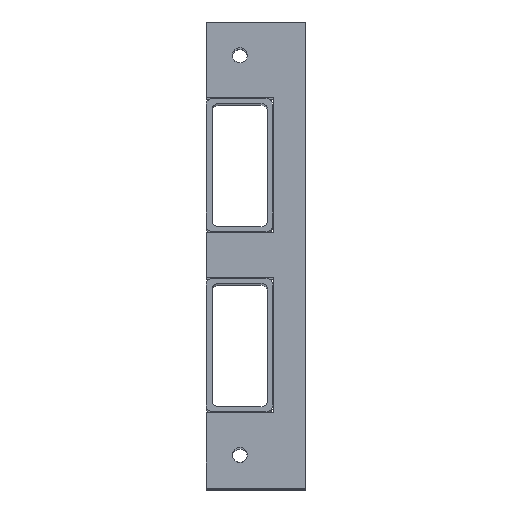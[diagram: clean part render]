
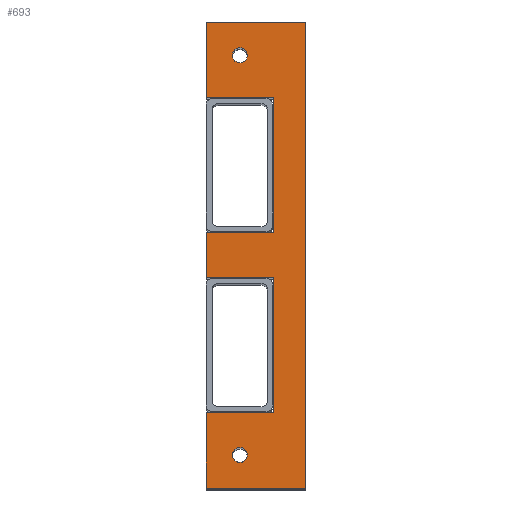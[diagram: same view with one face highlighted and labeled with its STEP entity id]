
A CAD part, top view. The second image highlights one B-rep face of the part: STEP entity #693.
In plain terms, the highlighted planar face has unit normal (0, 0, 1).
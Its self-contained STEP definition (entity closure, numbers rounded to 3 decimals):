
#12 = PLANE ( 'NONE',  #800 ) ;
#24 = CARTESIAN_POINT ( 'NONE',  ( 12.375, 10., 0. ) ) ;
#25 = CARTESIAN_POINT ( 'NONE',  ( 0., 117.25, 0. ) ) ;
#50 = LINE ( 'NONE', #539, #292 ) ;
#51 = VECTOR ( 'NONE', #963, 1000. ) ;
#69 = DIRECTION ( 'NONE',  ( 1., 0., 0. ) ) ;
#96 = EDGE_CURVE ( 'NONE', #401, #375, #340, .T. ) ;
#133 = CIRCLE ( 'NONE', #1066, 2.25 ) ;
#159 = CARTESIAN_POINT ( 'NONE',  ( 0., 0., 0. ) ) ;
#170 = EDGE_CURVE ( 'NONE', #375, #401, #487, .T. ) ;
#180 = CARTESIAN_POINT ( 'NONE',  ( 0., 63.25, 0. ) ) ;
#193 = VERTEX_POINT ( 'NONE', #349 ) ;
#195 = EDGE_CURVE ( 'NONE', #1125, #1224, #749, .T. ) ;
#209 = EDGE_CURVE ( 'NONE', #913, #617, #133, .T. ) ;
#211 = DIRECTION ( 'NONE',  ( 0., -1., 0. ) ) ;
#235 = AXIS2_PLACEMENT_3D ( 'NONE', #1218, #325, #727 ) ;
#240 = EDGE_LOOP ( 'NONE', ( #897, #376 ) ) ;
#244 = ORIENTED_EDGE ( 'NONE', *, *, #1099, .T. ) ;
#248 = EDGE_LOOP ( 'NONE', ( #840, #244, #410, #470, #847, #290, #686, #1261, #1143, #997, #783, #481 ) ) ;
#249 = EDGE_CURVE ( 'NONE', #597, #1075, #966, .T. ) ;
#258 = AXIS2_PLACEMENT_3D ( 'NONE', #1280, #763, #69 ) ;
#264 = EDGE_CURVE ( 'NONE', #310, #1125, #360, .T. ) ;
#273 = VECTOR ( 'NONE', #286, 1000. ) ;
#286 = DIRECTION ( 'NONE',  ( 0., 1., 0. ) ) ;
#289 = EDGE_LOOP ( 'NONE', ( #500, #1135 ) ) ;
#290 = ORIENTED_EDGE ( 'NONE', *, *, #467, .T. ) ;
#292 = VECTOR ( 'NONE', #451, 1000. ) ;
#293 = DIRECTION ( 'NONE',  ( 1., 0., 0. ) ) ;
#310 = VERTEX_POINT ( 'NONE', #864 ) ;
#325 = DIRECTION ( 'NONE',  ( 0., 0., 1. ) ) ;
#337 = DIRECTION ( 'NONE',  ( 0., 0., 1. ) ) ;
#340 = CIRCLE ( 'NONE', #235, 2.25 ) ;
#344 = CARTESIAN_POINT ( 'NONE',  ( 10.125, 130., 0. ) ) ;
#349 = CARTESIAN_POINT ( 'NONE',  ( 0., 63.25, 0. ) ) ;
#350 = EDGE_CURVE ( 'NONE', #1091, #193, #872, .T. ) ;
#360 = LINE ( 'NONE', #390, #273 ) ;
#373 = CARTESIAN_POINT ( 'NONE',  ( 0., 63.25, 0. ) ) ;
#374 = LINE ( 'NONE', #1087, #632 ) ;
#375 = VERTEX_POINT ( 'NONE', #24 ) ;
#376 = ORIENTED_EDGE ( 'NONE', *, *, #209, .F. ) ;
#384 = FACE_BOUND ( 'NONE', #240, .T. ) ;
#387 = VERTEX_POINT ( 'NONE', #1107 ) ;
#390 = CARTESIAN_POINT ( 'NONE',  ( 30., 0., 0. ) ) ;
#401 = VERTEX_POINT ( 'NONE', #698 ) ;
#406 = LINE ( 'NONE', #709, #553 ) ;
#410 = ORIENTED_EDGE ( 'NONE', *, *, #264, .T. ) ;
#449 = VERTEX_POINT ( 'NONE', #1116 ) ;
#451 = DIRECTION ( 'NONE',  ( 1., 0., 0. ) ) ;
#459 = CARTESIAN_POINT ( 'NONE',  ( 12.375, 130., 0. ) ) ;
#467 = EDGE_CURVE ( 'NONE', #387, #529, #406, .T. ) ;
#470 = ORIENTED_EDGE ( 'NONE', *, *, #195, .T. ) ;
#481 = ORIENTED_EDGE ( 'NONE', *, *, #1174, .T. ) ;
#487 = CIRCLE ( 'NONE', #843, 2.25 ) ;
#491 = LINE ( 'NONE', #1282, #1015 ) ;
#494 = CARTESIAN_POINT ( 'NONE',  ( 0., 22.75, 0. ) ) ;
#498 = VECTOR ( 'NONE', #863, 1000. ) ;
#500 = ORIENTED_EDGE ( 'NONE', *, *, #170, .F. ) ;
#505 = CARTESIAN_POINT ( 'NONE',  ( 0., 76.75, 0. ) ) ;
#512 = VECTOR ( 'NONE', #887, 1000. ) ;
#529 = VERTEX_POINT ( 'NONE', #531 ) ;
#531 = CARTESIAN_POINT ( 'NONE',  ( 20.25, 117.25, 0. ) ) ;
#539 = CARTESIAN_POINT ( 'NONE',  ( 0., 0., 0. ) ) ;
#553 = VECTOR ( 'NONE', #293, 1000. ) ;
#563 = LINE ( 'NONE', #180, #51 ) ;
#583 = EDGE_CURVE ( 'NONE', #449, #1053, #491, .T. ) ;
#591 = LINE ( 'NONE', #494, #498 ) ;
#595 = DIRECTION ( 'NONE',  ( 0., -1., 0. ) ) ;
#597 = VERTEX_POINT ( 'NONE', #1157 ) ;
#602 = CARTESIAN_POINT ( 'NONE',  ( 7.875, 130., 0. ) ) ;
#615 = DIRECTION ( 'NONE',  ( -1., 0., 0. ) ) ;
#617 = VERTEX_POINT ( 'NONE', #459 ) ;
#631 = VECTOR ( 'NONE', #726, 1000. ) ;
#632 = VECTOR ( 'NONE', #595, 1000. ) ;
#636 = CARTESIAN_POINT ( 'NONE',  ( 20.25, 22.75, 0. ) ) ;
#640 = EDGE_CURVE ( 'NONE', #529, #1239, #374, .T. ) ;
#659 = CIRCLE ( 'NONE', #258, 2.25 ) ;
#686 = ORIENTED_EDGE ( 'NONE', *, *, #640, .T. ) ;
#693 = ADVANCED_FACE ( 'NONE', ( #981, #384, #1289 ), #12, .F. ) ;
#698 = CARTESIAN_POINT ( 'NONE',  ( 7.875, 10., 0. ) ) ;
#705 = CARTESIAN_POINT ( 'NONE',  ( 0., 0., 0. ) ) ;
#709 = CARTESIAN_POINT ( 'NONE',  ( 0., 117.25, 0. ) ) ;
#726 = DIRECTION ( 'NONE',  ( -1., 0., 0. ) ) ;
#727 = DIRECTION ( 'NONE',  ( -1., 0., 0. ) ) ;
#745 = DIRECTION ( 'NONE',  ( 0., 0., 1. ) ) ;
#749 = LINE ( 'NONE', #1236, #1090 ) ;
#758 = VECTOR ( 'NONE', #771, 1000. ) ;
#760 = CARTESIAN_POINT ( 'NONE',  ( 0., 0., 0. ) ) ;
#763 = DIRECTION ( 'NONE',  ( 0., 0., 1. ) ) ;
#771 = DIRECTION ( 'NONE',  ( 0., -1., 0. ) ) ;
#783 = ORIENTED_EDGE ( 'NONE', *, *, #583, .T. ) ;
#795 = EDGE_CURVE ( 'NONE', #1239, #1091, #1009, .T. ) ;
#798 = EDGE_CURVE ( 'NONE', #1224, #387, #901, .T. ) ;
#800 = AXIS2_PLACEMENT_3D ( 'NONE', #705, #896, #615 ) ;
#840 = ORIENTED_EDGE ( 'NONE', *, *, #249, .T. ) ;
#843 = AXIS2_PLACEMENT_3D ( 'NONE', #1227, #337, #1242 ) ;
#847 = ORIENTED_EDGE ( 'NONE', *, *, #798, .T. ) ;
#859 = DIRECTION ( 'NONE',  ( 0., -1., 0. ) ) ;
#863 = DIRECTION ( 'NONE',  ( -1., 0., 0. ) ) ;
#864 = CARTESIAN_POINT ( 'NONE',  ( 30., 0., 0. ) ) ;
#871 = CARTESIAN_POINT ( 'NONE',  ( 0., 140., 0. ) ) ;
#872 = LINE ( 'NONE', #373, #758 ) ;
#887 = DIRECTION ( 'NONE',  ( 0., -1., 0. ) ) ;
#896 = DIRECTION ( 'NONE',  ( 0., 0., -1. ) ) ;
#897 = ORIENTED_EDGE ( 'NONE', *, *, #1159, .F. ) ;
#901 = LINE ( 'NONE', #25, #1113 ) ;
#913 = VERTEX_POINT ( 'NONE', #602 ) ;
#951 = CARTESIAN_POINT ( 'NONE',  ( 0., 76.75, 0. ) ) ;
#963 = DIRECTION ( 'NONE',  ( 1., 0., 0. ) ) ;
#966 = LINE ( 'NONE', #760, #512 ) ;
#981 = FACE_BOUND ( 'NONE', #289, .T. ) ;
#997 = ORIENTED_EDGE ( 'NONE', *, *, #1238, .T. ) ;
#999 = CARTESIAN_POINT ( 'NONE',  ( 20.25, 76.75, 0. ) ) ;
#1009 = LINE ( 'NONE', #505, #631 ) ;
#1015 = VECTOR ( 'NONE', #859, 1000. ) ;
#1053 = VERTEX_POINT ( 'NONE', #636 ) ;
#1066 = AXIS2_PLACEMENT_3D ( 'NONE', #344, #745, #1141 ) ;
#1075 = VERTEX_POINT ( 'NONE', #159 ) ;
#1087 = CARTESIAN_POINT ( 'NONE',  ( 20.25, 117.25, 0. ) ) ;
#1090 = VECTOR ( 'NONE', #1146, 1000. ) ;
#1091 = VERTEX_POINT ( 'NONE', #951 ) ;
#1099 = EDGE_CURVE ( 'NONE', #1075, #310, #50, .T. ) ;
#1107 = CARTESIAN_POINT ( 'NONE',  ( 0., 117.25, 0. ) ) ;
#1113 = VECTOR ( 'NONE', #211, 1000. ) ;
#1116 = CARTESIAN_POINT ( 'NONE',  ( 20.25, 63.25, 0. ) ) ;
#1125 = VERTEX_POINT ( 'NONE', #1150 ) ;
#1135 = ORIENTED_EDGE ( 'NONE', *, *, #96, .F. ) ;
#1141 = DIRECTION ( 'NONE',  ( 1., 0., 0. ) ) ;
#1143 = ORIENTED_EDGE ( 'NONE', *, *, #350, .T. ) ;
#1146 = DIRECTION ( 'NONE',  ( -1., 0., 0. ) ) ;
#1150 = CARTESIAN_POINT ( 'NONE',  ( 30., 140., 0. ) ) ;
#1157 = CARTESIAN_POINT ( 'NONE',  ( 0., 22.75, 0. ) ) ;
#1159 = EDGE_CURVE ( 'NONE', #617, #913, #659, .T. ) ;
#1174 = EDGE_CURVE ( 'NONE', #1053, #597, #591, .T. ) ;
#1218 = CARTESIAN_POINT ( 'NONE',  ( 10.125, 10., 0. ) ) ;
#1224 = VERTEX_POINT ( 'NONE', #871 ) ;
#1227 = CARTESIAN_POINT ( 'NONE',  ( 10.125, 10., 0. ) ) ;
#1236 = CARTESIAN_POINT ( 'NONE',  ( 0., 140., 0. ) ) ;
#1238 = EDGE_CURVE ( 'NONE', #193, #449, #563, .T. ) ;
#1239 = VERTEX_POINT ( 'NONE', #999 ) ;
#1242 = DIRECTION ( 'NONE',  ( -1., 0., 0. ) ) ;
#1261 = ORIENTED_EDGE ( 'NONE', *, *, #795, .T. ) ;
#1280 = CARTESIAN_POINT ( 'NONE',  ( 10.125, 130., 0. ) ) ;
#1282 = CARTESIAN_POINT ( 'NONE',  ( 20.25, 22.75, 0. ) ) ;
#1289 = FACE_OUTER_BOUND ( 'NONE', #248, .T. ) ;
